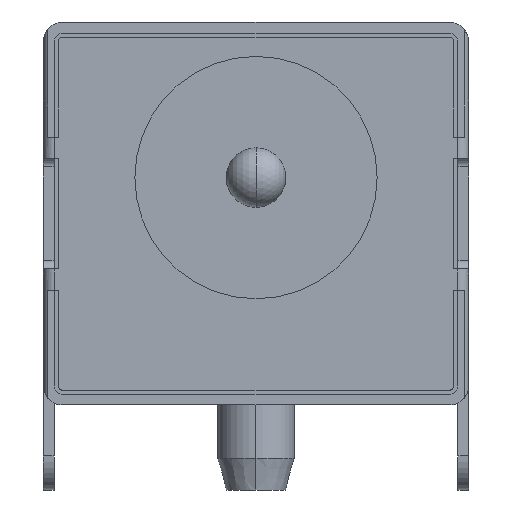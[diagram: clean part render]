
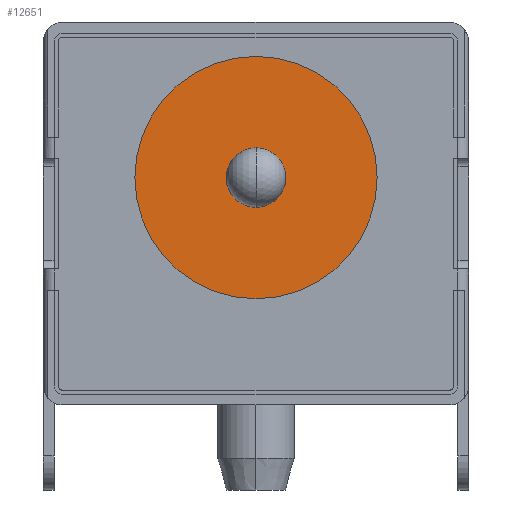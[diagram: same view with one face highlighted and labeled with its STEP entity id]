
A CAD part, front view. The second image highlights one B-rep face of the part: STEP entity #12651.
In plain terms, the highlighted planar face has unit normal (0, -1, 0).
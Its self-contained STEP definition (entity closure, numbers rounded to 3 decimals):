
#372 = AXIS2_PLACEMENT_3D ( 'NONE', #5645, #6939, #2745 ) ;
#1015 = AXIS2_PLACEMENT_3D ( 'NONE', #13113, #13032, #4703 ) ;
#1168 = VERTEX_POINT ( 'NONE', #3762 ) ;
#1246 = AXIS2_PLACEMENT_3D ( 'NONE', #10236, #10583, #15930 ) ;
#1285 = AXIS2_PLACEMENT_3D ( 'NONE', #3790, #16302, #2603 ) ;
#1406 = CARTESIAN_POINT ( 'NONE',  ( 0., 3., 2.25 ) ) ;
#1903 = PLANE ( 'NONE',  #1246 ) ;
#2517 = EDGE_CURVE ( 'NONE', #1168, #15548, #16628, .T. ) ;
#2603 = DIRECTION ( 'NONE',  ( 0., 0., 1. ) ) ;
#2745 = DIRECTION ( 'NONE',  ( 0., 0., 1. ) ) ;
#2830 = CARTESIAN_POINT ( 'NONE',  ( 0., 3., 5.8 ) ) ;
#3440 = CIRCLE ( 'NONE', #5759, 0.7 ) ;
#3762 = CARTESIAN_POINT ( 'NONE',  ( 0., 3., 7.95 ) ) ;
#3790 = CARTESIAN_POINT ( 'NONE',  ( 0., 3., 5.1 ) ) ;
#4678 = EDGE_LOOP ( 'NONE', ( #4755, #9227 ) ) ;
#4681 = CARTESIAN_POINT ( 'NONE',  ( 0., 3., 4.4 ) ) ;
#4703 = DIRECTION ( 'NONE',  ( 0., 0., 1. ) ) ;
#4755 = ORIENTED_EDGE ( 'NONE', *, *, #9328, .F. ) ;
#5645 = CARTESIAN_POINT ( 'NONE',  ( 0., 3., 5.1 ) ) ;
#5759 = AXIS2_PLACEMENT_3D ( 'NONE', #16525, #11336, #6937 ) ;
#6937 = DIRECTION ( 'NONE',  ( 0., 0., 1. ) ) ;
#6939 = DIRECTION ( 'NONE',  ( 0., -1., 0. ) ) ;
#7381 = CIRCLE ( 'NONE', #1015, 2.85 ) ;
#8194 = CIRCLE ( 'NONE', #372, 0.7 ) ;
#8343 = VERTEX_POINT ( 'NONE', #2830 ) ;
#8969 = FACE_OUTER_BOUND ( 'NONE', #11070, .T. ) ;
#9227 = ORIENTED_EDGE ( 'NONE', *, *, #15162, .F. ) ;
#9328 = EDGE_CURVE ( 'NONE', #10107, #8343, #3440, .T. ) ;
#10107 = VERTEX_POINT ( 'NONE', #4681 ) ;
#10236 = CARTESIAN_POINT ( 'NONE',  ( 0., 3., 5.1 ) ) ;
#10583 = DIRECTION ( 'NONE',  ( 0., -1., 0. ) ) ;
#10618 = EDGE_CURVE ( 'NONE', #15548, #1168, #7381, .T. ) ;
#11070 = EDGE_LOOP ( 'NONE', ( #15370, #17352 ) ) ;
#11336 = DIRECTION ( 'NONE',  ( 0., -1., 0. ) ) ;
#12651 = ADVANCED_FACE ( 'NONE', ( #8969, #14310 ), #1903, .T. ) ;
#13032 = DIRECTION ( 'NONE',  ( 0., -1., 0. ) ) ;
#13113 = CARTESIAN_POINT ( 'NONE',  ( 0., 3., 5.1 ) ) ;
#14310 = FACE_BOUND ( 'NONE', #4678, .T. ) ;
#15162 = EDGE_CURVE ( 'NONE', #8343, #10107, #8194, .T. ) ;
#15370 = ORIENTED_EDGE ( 'NONE', *, *, #2517, .T. ) ;
#15548 = VERTEX_POINT ( 'NONE', #1406 ) ;
#15930 = DIRECTION ( 'NONE',  ( 0., 0., 1. ) ) ;
#16302 = DIRECTION ( 'NONE',  ( 0., -1., 0. ) ) ;
#16525 = CARTESIAN_POINT ( 'NONE',  ( 0., 3., 5.1 ) ) ;
#16628 = CIRCLE ( 'NONE', #1285, 2.85 ) ;
#17352 = ORIENTED_EDGE ( 'NONE', *, *, #10618, .T. ) ;
